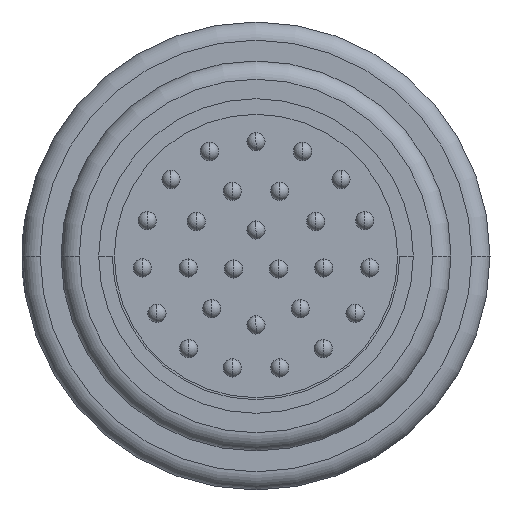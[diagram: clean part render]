
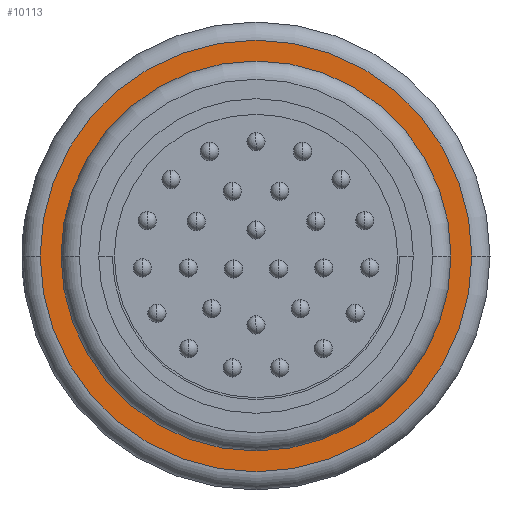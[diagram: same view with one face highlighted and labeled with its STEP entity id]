
A CAD part, left-side view. The second image highlights one B-rep face of the part: STEP entity #10113.
In plain terms, the highlighted planar face has unit normal (-1, 0, 0).
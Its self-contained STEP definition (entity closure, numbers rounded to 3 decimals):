
#239=CARTESIAN_POINT('',(-2.15,0.,0.));
#240=DIRECTION('',(-1.,0.,0.));
#241=DIRECTION('',(0.,1.,0.));
#242=AXIS2_PLACEMENT_3D('',#239,#240,#241);
#262=CARTESIAN_POINT('',(-2.15,0.,0.));
#263=DIRECTION('',(1.,0.,0.));
#264=DIRECTION('',(0.,1.,0.));
#265=AXIS2_PLACEMENT_3D('',#262,#263,#264);
#270=CARTESIAN_POINT('',(-2.15,0.,0.));
#271=DIRECTION('',(-1.,0.,0.));
#272=DIRECTION('',(0.,-1.,0.));
#273=AXIS2_PLACEMENT_3D('',#270,#271,#272);
#278=CARTESIAN_POINT('',(-2.15,0.,0.));
#279=DIRECTION('',(-1.,0.,0.));
#280=DIRECTION('',(0.,1.,0.));
#281=AXIS2_PLACEMENT_3D('',#278,#279,#280);
#8661=CARTESIAN_POINT('',(-2.15,7.5,0.));
#8662=CARTESIAN_POINT('',(-2.15,-7.5,0.));
#8663=VERTEX_POINT('',#8661);
#8664=VERTEX_POINT('',#8662);
#8741=CARTESIAN_POINT('',(-2.15,-8.3,0.));
#8742=CARTESIAN_POINT('',(-2.15,8.3,0.));
#8743=VERTEX_POINT('',#8741);
#8744=VERTEX_POINT('',#8742);
#10098=CARTESIAN_POINT('',(-2.15,0.,0.));
#10099=DIRECTION('',(1.,0.,0.));
#10100=DIRECTION('',(0.,-1.,0.));
#10101=AXIS2_PLACEMENT_3D('',#10098,#10099,#10100);
#10102=PLANE('',#10101);
#10104=ORIENTED_EDGE('',*,*,#10103,.F.);
#10106=ORIENTED_EDGE('',*,*,#10105,.F.);
#10107=EDGE_LOOP('',(#10104,#10106));
#10108=FACE_OUTER_BOUND('',#10107,.F.);
#10109=ORIENTED_EDGE('',*,*,#10092,.F.);
#10110=ORIENTED_EDGE('',*,*,#10078,.T.);
#10111=EDGE_LOOP('',(#10109,#10110));
#10112=FACE_BOUND('',#10111,.F.);
#243=CIRCLE('',#242,7.5);
#266=CIRCLE('',#265,7.5);
#274=CIRCLE('',#273,8.3);
#282=CIRCLE('',#281,8.3);
#10078=EDGE_CURVE('',#8663,#8664,#243,.T.);
#10092=EDGE_CURVE('',#8663,#8664,#266,.T.);
#10103=EDGE_CURVE('',#8743,#8744,#274,.T.);
#10105=EDGE_CURVE('',#8744,#8743,#282,.T.);
#10113=ADVANCED_FACE('',(#10108,#10112),#10102,.F.);
